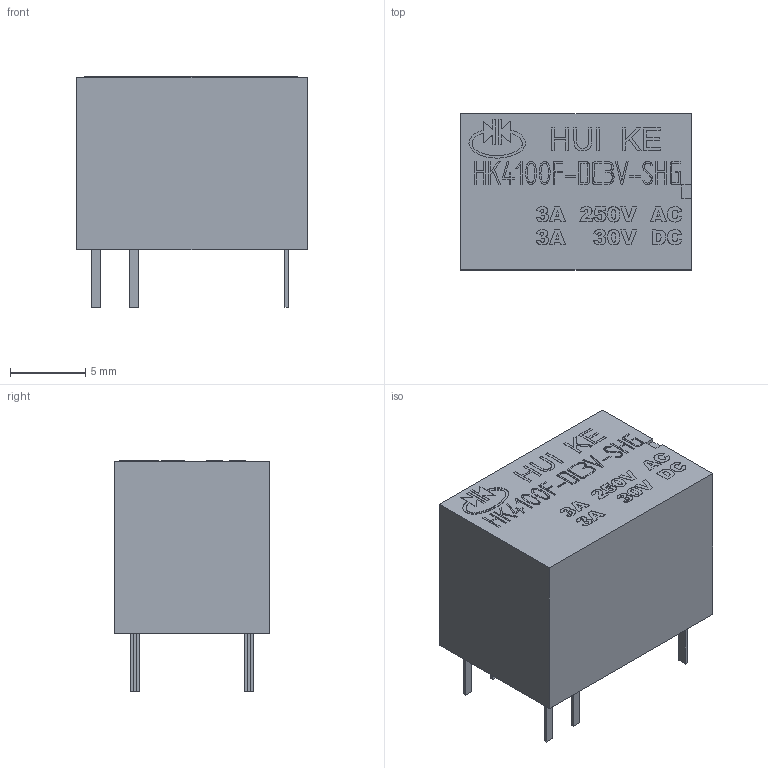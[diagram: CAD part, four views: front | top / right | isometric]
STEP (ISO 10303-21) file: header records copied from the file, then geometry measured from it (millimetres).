
FILE_DESCRIPTION(/* description */ ('Unknown'),/* implementation_level */ '2;1');
FILE_NAME(/* name */ 'Relay -HK4100F-DC3V-SHG',/* time_stamp */ '2018-10-29T21:22:51-04:00',/* author */ ('Unknown'),/* organization */ ('Unknown'),/* preprocessor_version */ 'ST-DEVELOPER v16.7',/* originating_system */ 'DEX',/* authorisation */ $);
FILE_SCHEMA (('AUTOMOTIVE_DESIGN {1 0 10303 214 3 1 1}'));
Length unit declared in the file: millimetre
Products named in the file (1): Relay -HK4100F-DC3V-SHG
Bounding box: 15.37 x 10.36 x 15.34 mm (x, y, z)
Volume: 1795.9 mm3; surface area: 1295.1 mm2
Topology: 1 solids, 21 shells, 547 faces, 1356 edges, 904 vertices
Faces by surface type: plane 457, bspline 90
Entity records: 23845 total; most frequent: CARTESIAN_POINT 7992, ORIENTED_EDGE 2688, DIRECTION 1894, EDGE_CURVE 1344, LINE 978, VECTOR 978, VERTEX_POINT 904, EDGE_LOOP 624
